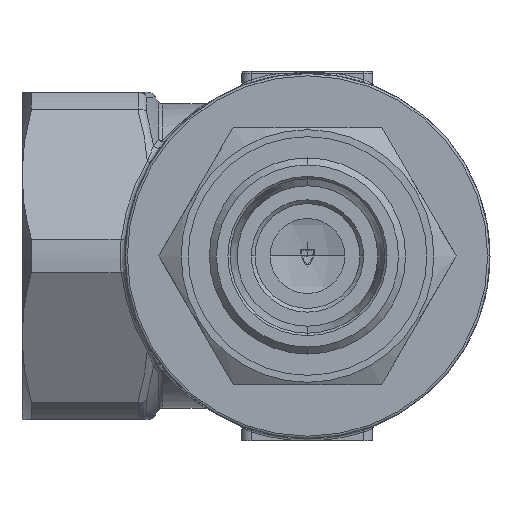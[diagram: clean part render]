
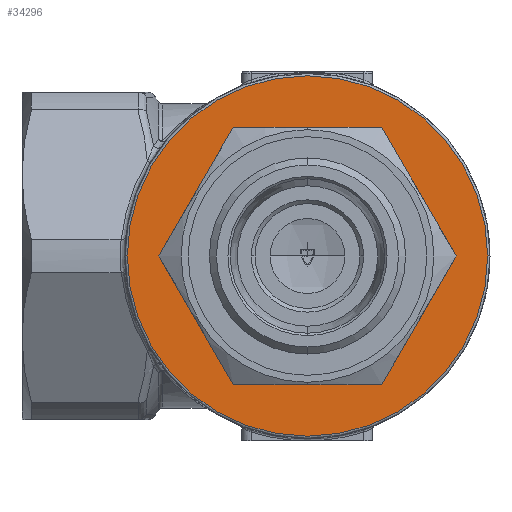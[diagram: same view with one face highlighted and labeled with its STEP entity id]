
A CAD part, front view. The second image highlights one B-rep face of the part: STEP entity #34296.
In plain terms, the highlighted planar face has unit normal (0, -1, 0).
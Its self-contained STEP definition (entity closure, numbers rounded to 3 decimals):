
#1657 = VERTEX_POINT ( 'NONE', #9227 ) ;
#2354 = AXIS2_PLACEMENT_3D ( 'NONE', #4506, #24794, #7445 ) ;
#2379 = PLANE ( 'NONE',  #23553 ) ;
#4495 = EDGE_LOOP ( 'NONE', ( #14201, #36587 ) ) ;
#4506 = CARTESIAN_POINT ( 'NONE',  ( 0., 15., 0. ) ) ;
#6394 = CARTESIAN_POINT ( 'NONE',  ( 0., 15., 0. ) ) ;
#7445 = DIRECTION ( 'NONE',  ( -1., 0., 0. ) ) ;
#8279 = EDGE_CURVE ( 'NONE', #1657, #31660, #34793, .T. ) ;
#8483 = DIRECTION ( 'NONE',  ( 0., -1., 0. ) ) ;
#9227 = CARTESIAN_POINT ( 'NONE',  ( 38.5, 15., 0. ) ) ;
#9348 = DIRECTION ( 'NONE',  ( -1., 0., 0. ) ) ;
#9997 = CIRCLE ( 'NONE', #13182, 25.75 ) ;
#10050 = CIRCLE ( 'NONE', #35842, 25.75 ) ;
#10910 = ORIENTED_EDGE ( 'NONE', *, *, #8279, .T. ) ;
#12083 = CARTESIAN_POINT ( 'NONE',  ( 0., 15., 0. ) ) ;
#13182 = AXIS2_PLACEMENT_3D ( 'NONE', #16486, #36722, #19378 ) ;
#14201 = ORIENTED_EDGE ( 'NONE', *, *, #26069, .T. ) ;
#15000 = DIRECTION ( 'NONE',  ( -1., 0., 0. ) ) ;
#15905 = EDGE_CURVE ( 'NONE', #20519, #23080, #9997, .T. ) ;
#16486 = CARTESIAN_POINT ( 'NONE',  ( 0., 15., 0. ) ) ;
#19378 = DIRECTION ( 'NONE',  ( -1., 0., 0. ) ) ;
#20519 = VERTEX_POINT ( 'NONE', #35451 ) ;
#21291 = AXIS2_PLACEMENT_3D ( 'NONE', #12083, #32317, #15000 ) ;
#23080 = VERTEX_POINT ( 'NONE', #23617 ) ;
#23553 = AXIS2_PLACEMENT_3D ( 'NONE', #25806, #8483, #28747 ) ;
#23617 = CARTESIAN_POINT ( 'NONE',  ( 0., 15., -25.75 ) ) ;
#24794 = DIRECTION ( 'NONE',  ( 0., -1., 0. ) ) ;
#25806 = CARTESIAN_POINT ( 'NONE',  ( 0., 15., 0. ) ) ;
#25807 = FACE_BOUND ( 'NONE', #4495, .T. ) ;
#25886 = CIRCLE ( 'NONE', #21291, 38.5 ) ;
#26069 = EDGE_CURVE ( 'NONE', #23080, #20519, #10050, .T. ) ;
#26669 = DIRECTION ( 'NONE',  ( 0., 1., 0. ) ) ;
#28747 = DIRECTION ( 'NONE',  ( -1., 0., 0. ) ) ;
#31660 = VERTEX_POINT ( 'NONE', #31865 ) ;
#31865 = CARTESIAN_POINT ( 'NONE',  ( -38.5, 15., 0. ) ) ;
#32056 = EDGE_LOOP ( 'NONE', ( #10910, #37345 ) ) ;
#32244 = EDGE_CURVE ( 'NONE', #31660, #1657, #25886, .T. ) ;
#32317 = DIRECTION ( 'NONE',  ( 0., -1., 0. ) ) ;
#33508 = FACE_OUTER_BOUND ( 'NONE', #32056, .T. ) ;
#34296 = ADVANCED_FACE ( 'NONE', ( #25807, #33508 ), #2379, .T. ) ;
#34793 = CIRCLE ( 'NONE', #2354, 38.5 ) ;
#35451 = CARTESIAN_POINT ( 'NONE',  ( 0., 15., 25.75 ) ) ;
#35842 = AXIS2_PLACEMENT_3D ( 'NONE', #6394, #26669, #9348 ) ;
#36587 = ORIENTED_EDGE ( 'NONE', *, *, #15905, .T. ) ;
#36722 = DIRECTION ( 'NONE',  ( 0., 1., 0. ) ) ;
#37345 = ORIENTED_EDGE ( 'NONE', *, *, #32244, .T. ) ;
